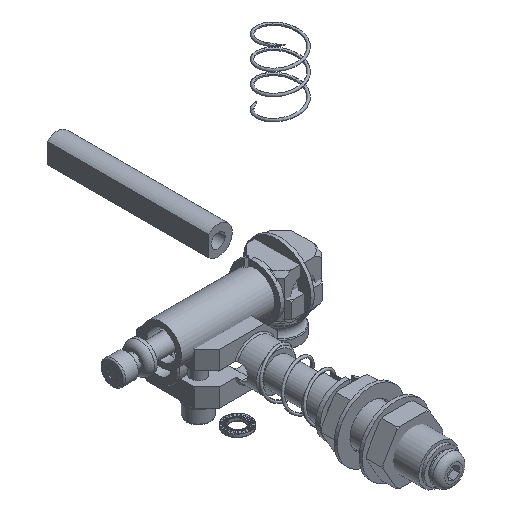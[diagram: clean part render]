
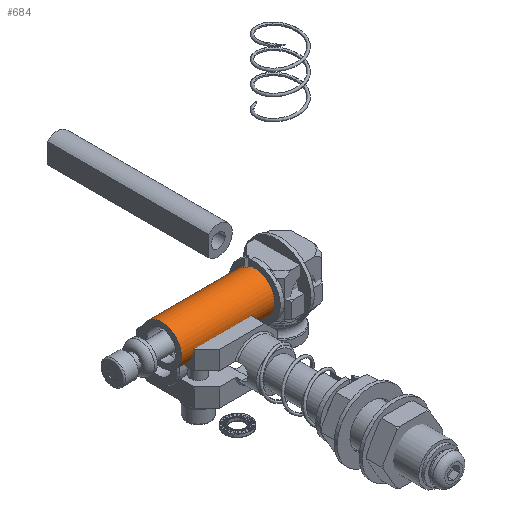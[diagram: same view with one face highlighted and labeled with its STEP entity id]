
A CAD part, isometric view. The second image highlights one B-rep face of the part: STEP entity #684.
In plain terms, the highlighted cylindrical face has radius 7 mm (diameter 14 mm), a full revolution.
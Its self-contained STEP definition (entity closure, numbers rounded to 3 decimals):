
#684 = ADVANCED_FACE( '', ( #1834, #1835 ), #1836, .T. );
#1834 = FACE_OUTER_BOUND( '', #3510, .T. );
#1835 = FACE_OUTER_BOUND( '', #3511, .T. );
#1836 = CYLINDRICAL_SURFACE( '', #3512, 7. );
#3510 = EDGE_LOOP( '', ( #6296 ) );
#3511 = EDGE_LOOP( '', ( #6297, #6298, #6299, #6300, #6301, #6302, #6303, #6304 ) );
#3512 = AXIS2_PLACEMENT_3D( '', #6305, #6306, #6307 );
#6296 = ORIENTED_EDGE( '', *, *, #11152, .F. );
#6297 = ORIENTED_EDGE( '', *, *, #11153, .T. );
#6298 = ORIENTED_EDGE( '', *, *, #11154, .T. );
#6299 = ORIENTED_EDGE( '', *, *, #11053, .T. );
#6300 = ORIENTED_EDGE( '', *, *, #11155, .T. );
#6301 = ORIENTED_EDGE( '', *, *, #11156, .T. );
#6302 = ORIENTED_EDGE( '', *, *, #11157, .T. );
#6303 = ORIENTED_EDGE( '', *, *, #11158, .T. );
#6304 = ORIENTED_EDGE( '', *, *, #11159, .T. );
#6305 = CARTESIAN_POINT( '', ( 57., 0., 0. ) );
#6306 = DIRECTION( '', ( 1., 0., 0. ) );
#6307 = DIRECTION( '', ( 0., 0., 1. ) );
#11053 = EDGE_CURVE( '', #13125, #13123, #13126, .F. );
#11152 = EDGE_CURVE( '', #13296, #13296, #13297, .T. );
#11153 = EDGE_CURVE( '', #13298, #13299, #13300, .T. );
#11154 = EDGE_CURVE( '', #13299, #13125, #13301, .T. );
#11155 = EDGE_CURVE( '', #13123, #13302, #13303, .F. );
#11156 = EDGE_CURVE( '', #13302, #13304, #13305, .T. );
#11157 = EDGE_CURVE( '', #13304, #13306, #13307, .T. );
#11158 = EDGE_CURVE( '', #13306, #13308, #13309, .F. );
#11159 = EDGE_CURVE( '', #13308, #13298, #13310, .F. );
#13123 = VERTEX_POINT( '', #16211 );
#13125 = VERTEX_POINT( '', #16214 );
#13126 = CIRCLE( '', #16215, 7. );
#13296 = VERTEX_POINT( '', #16516 );
#13297 = CIRCLE( '', #16517, 7. );
#13298 = VERTEX_POINT( '', #16518 );
#13299 = VERTEX_POINT( '', #16519 );
#13300 = CIRCLE( '', #16520, 7. );
#13301 = LINE( '', #16521, #16522 );
#13302 = VERTEX_POINT( '', #16523 );
#13303 = LINE( '', #16524, #16525 );
#13304 = VERTEX_POINT( '', #16526 );
#13305 = CIRCLE( '', #16527, 7. );
#13306 = VERTEX_POINT( '', #16528 );
#13307 = LINE( '', #16529, #16530 );
#13308 = VERTEX_POINT( '', #16531 );
#13309 = CIRCLE( '', #16532, 7. );
#13310 = LINE( '', #16533, #16534 );
#16211 = CARTESIAN_POINT( '', ( -10., 1.6, -6.815 ) );
#16214 = CARTESIAN_POINT( '', ( -10., 3.6, -6.003 ) );
#16215 = AXIS2_PLACEMENT_3D( '', #20379, #20380, #20381 );
#16516 = CARTESIAN_POINT( '', ( -42., 0., 7. ) );
#16517 = AXIS2_PLACEMENT_3D( '', #20482, #20483, #20484 );
#16518 = CARTESIAN_POINT( '', ( -9., 3.6, 6.003 ) );
#16519 = CARTESIAN_POINT( '', ( -9., 3.6, -6.003 ) );
#16520 = AXIS2_PLACEMENT_3D( '', #20485, #20486, #20487 );
#16521 = CARTESIAN_POINT( '', ( 57., 3.6, -6.003 ) );
#16522 = VECTOR( '', #20488, 1000. );
#16523 = CARTESIAN_POINT( '', ( -9., 1.6, -6.815 ) );
#16524 = CARTESIAN_POINT( '', ( 57., 1.6, -6.815 ) );
#16525 = VECTOR( '', #20489, 1000. );
#16526 = CARTESIAN_POINT( '', ( -9., 1.6, 6.815 ) );
#16527 = AXIS2_PLACEMENT_3D( '', #20490, #20491, #20492 );
#16528 = CARTESIAN_POINT( '', ( -10., 1.6, 6.815 ) );
#16529 = CARTESIAN_POINT( '', ( 57., 1.6, 6.815 ) );
#16530 = VECTOR( '', #20493, 1000. );
#16531 = CARTESIAN_POINT( '', ( -10., 3.6, 6.003 ) );
#16532 = AXIS2_PLACEMENT_3D( '', #20494, #20495, #20496 );
#16533 = CARTESIAN_POINT( '', ( 57., 3.6, 6.003 ) );
#16534 = VECTOR( '', #20497, 1000. );
#20379 = CARTESIAN_POINT( '', ( -10., 0., 0. ) );
#20380 = DIRECTION( '', ( 1., 0., 0. ) );
#20381 = DIRECTION( '', ( 0., 0., -1. ) );
#20482 = CARTESIAN_POINT( '', ( -42., 0., 0. ) );
#20483 = DIRECTION( '', ( -1., 0., 0. ) );
#20484 = DIRECTION( '', ( 0., 0., 1. ) );
#20485 = CARTESIAN_POINT( '', ( -9., 0., 0. ) );
#20486 = DIRECTION( '', ( -1., 0., 0. ) );
#20487 = DIRECTION( '', ( 0., 0., 1. ) );
#20488 = DIRECTION( '', ( -1., 0., 0. ) );
#20489 = DIRECTION( '', ( -1., 0., 0. ) );
#20490 = CARTESIAN_POINT( '', ( -9., 0., 0. ) );
#20491 = DIRECTION( '', ( -1., 0., 0. ) );
#20492 = DIRECTION( '', ( 0., 0., 1. ) );
#20493 = DIRECTION( '', ( -1., 0., 0. ) );
#20494 = CARTESIAN_POINT( '', ( -10., 0., 0. ) );
#20495 = DIRECTION( '', ( 1., 0., 0. ) );
#20496 = DIRECTION( '', ( 0., 0., -1. ) );
#20497 = DIRECTION( '', ( -1., 0., 0. ) );
